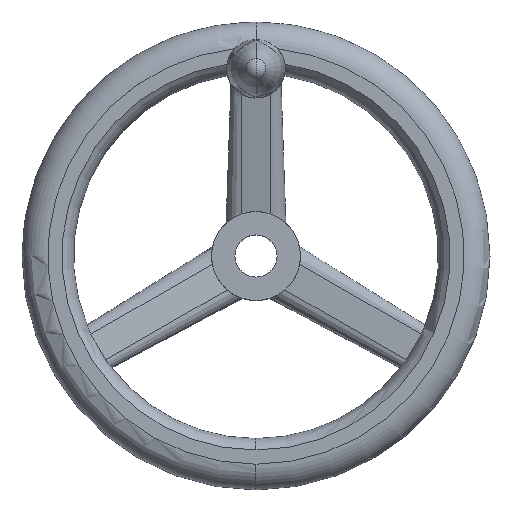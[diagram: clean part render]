
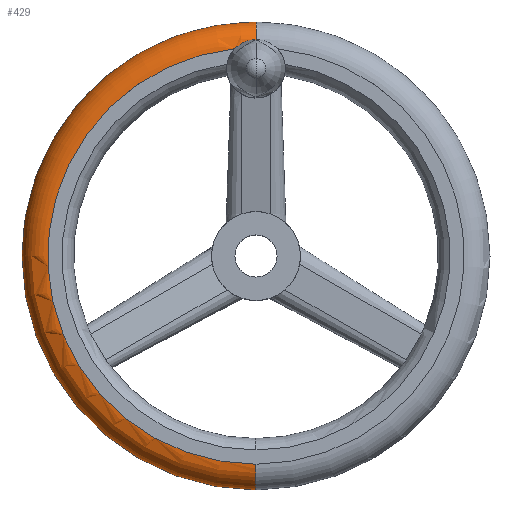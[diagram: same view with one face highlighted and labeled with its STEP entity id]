
A CAD part, top view. The second image highlights one B-rep face of the part: STEP entity #429.
In plain terms, the highlighted toroidal (fillet/blend) face has major radius 89 mm and minor radius 11 mm.
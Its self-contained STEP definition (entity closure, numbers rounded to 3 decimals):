
#295=VERTEX_POINT('',#810);
#359=EDGE_CURVE('',#441,#607,#877,.T.);
#395=EDGE_CURVE('',#295,#607,#918,.T.);
#429=ADVANCED_FACE('',(#956),#957,.T.);
#441=VERTEX_POINT('',#970);
#571=VERTEX_POINT('',#1115);
#597=EDGE_CURVE('',#295,#617,#1145,.T.);
#607=VERTEX_POINT('',#1155);
#617=VERTEX_POINT('',#1167);
#691=EDGE_CURVE('',#571,#617,#1243,.T.);
#739=EDGE_CURVE('',#441,#571,#1299,.T.);
#810=CARTESIAN_POINT('',(0.,100.,34.));
#877=CIRCLE('',#1516,11.0);
#918=CIRCLE('',#1600,100.0);
#956=FACE_OUTER_BOUND('',#1748,.T.);
#957=TOROIDAL_SURFACE('',#1749,89.0,11.0);
#970=CARTESIAN_POINT('',(0.,-89.0,45.));
#1115=CARTESIAN_POINT('',(-9.138,88.53,45.));
#1145=CIRCLE('',#2110,11.0);
#1155=CARTESIAN_POINT('',(0.,-100.0,34.));
#1167=CARTESIAN_POINT('',(0.,89.,45.));
#1243=CIRCLE('',#2422,89.);
#1299=CIRCLE('',#2618,89.);
#1516=AXIS2_PLACEMENT_3D('',#2793,#2794,#2795);
#1600=AXIS2_PLACEMENT_3D('',#2858,#2859,#2860);
#1748=EDGE_LOOP('',(#2915,#2916,#2917,#2918,#2919));
#1749=AXIS2_PLACEMENT_3D('',#2920,#2921,#2922);
#2110=AXIS2_PLACEMENT_3D('',#3148,#3149,#3150);
#2422=AXIS2_PLACEMENT_3D('',#3233,#3234,#3235);
#2618=AXIS2_PLACEMENT_3D('',#3315,#3316,#3317);
#2793=CARTESIAN_POINT('',(0.,-89.0,34.));
#2794=DIRECTION('',(1.0,0.,0.));
#2795=DIRECTION('',(0.,-1.0,0.));
#2858=CARTESIAN_POINT('',(0.,0.,34.));
#2859=DIRECTION('',(0.,0.,1.0));
#2860=DIRECTION('',(1.0,0.0,0.));
#2915=ORIENTED_EDGE('',*,*,#395,.T.);
#2916=ORIENTED_EDGE('',*,*,#359,.F.);
#2917=ORIENTED_EDGE('',*,*,#739,.T.);
#2918=ORIENTED_EDGE('',*,*,#691,.T.);
#2919=ORIENTED_EDGE('',*,*,#597,.F.);
#2920=CARTESIAN_POINT('',(0.,0.,34.));
#2921=DIRECTION('',(0.,0.,1.0));
#2922=DIRECTION('',(0.,1.0,0.0));
#3148=CARTESIAN_POINT('',(0.,89.,34.));
#3149=DIRECTION('',(1.0,0.,0.));
#3150=DIRECTION('',(0.,1.0,0.));
#3233=CARTESIAN_POINT('',(0.,0.,45.));
#3234=DIRECTION('',(0.,0.,-1.0));
#3235=DIRECTION('',(0.,1.0,0.));
#3315=CARTESIAN_POINT('',(0.,0.,45.));
#3316=DIRECTION('',(0.,0.,-1.0));
#3317=DIRECTION('',(0.,1.0,0.));
